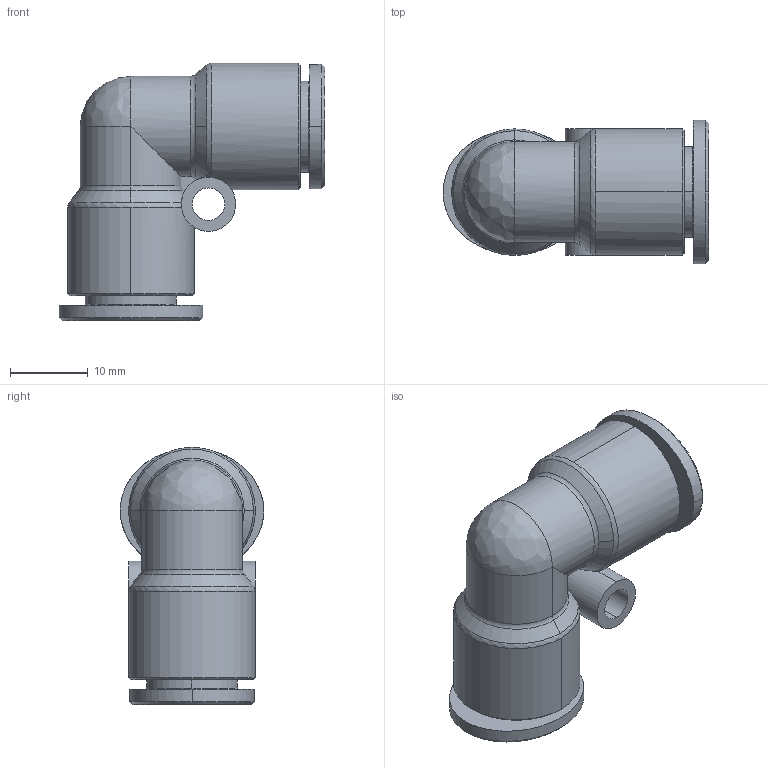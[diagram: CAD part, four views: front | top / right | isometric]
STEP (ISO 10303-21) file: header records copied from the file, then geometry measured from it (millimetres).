
FILE_DESCRIPTION (( 'STEP AP214' ), '1' );
FILE_NAME ('PUL10.stp', '2015-09-04T12:04:23', ( '' ), ( '' ), 'SwSTEP 2.0', 'SolidWorks 2015', '' );
FILE_SCHEMA (( 'AUTOMOTIVE_DESIGN' ));
Length unit declared in the file: millimetre
Products named in the file (2): ｦ+ﾃｦ1; PUL10
Assembly tree (1 placements, depth 2):
  PUL10
    ｦ+ﾃｦ1
Bounding box: 34.25 x 18.5 x 33.15 mm (x, y, z)
Volume: 5993.1 mm3; surface area: 4949.8 mm2
Topology: 1 solids, 1 shells, 830 faces, 2388 edges, 1587 vertices
Faces by surface type: plane 764, cylinder 23, bspline 21, cone 18, torus 4
Entity records: 28601 total; most frequent: CARTESIAN_POINT 6480, ORIENTED_EDGE 4774, DIRECTION 4028, EDGE_CURVE 2387, VECTOR 2246, LINE 2246, VERTEX_POINT 1587, AXIS2_PLACEMENT_3D 891
